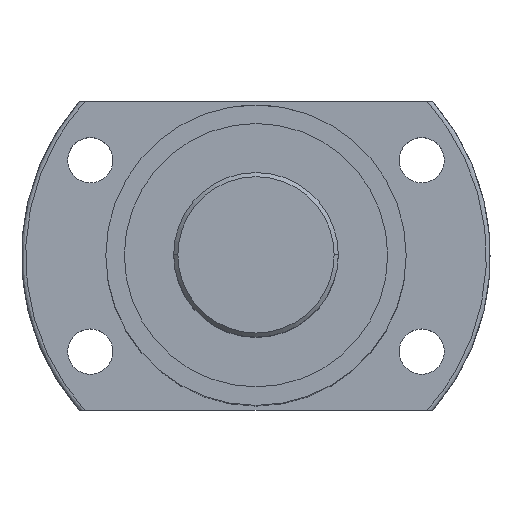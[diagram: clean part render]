
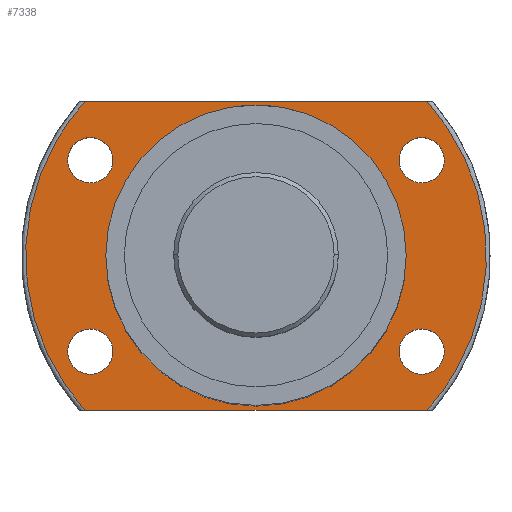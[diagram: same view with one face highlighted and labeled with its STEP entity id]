
A CAD part, top view. The second image highlights one B-rep face of the part: STEP entity #7338.
In plain terms, the highlighted planar face has unit normal (0, 0, 1).
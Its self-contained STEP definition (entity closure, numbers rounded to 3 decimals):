
#327 = ORIENTED_EDGE ( 'NONE', *, *, #28863, .F. ) ;
#336 = DIRECTION ( 'NONE',  ( 0., 1., 0. ) ) ;
#802 = CARTESIAN_POINT ( 'NONE',  ( -40.27, 22.447, 69.446 ) ) ;
#864 = CARTESIAN_POINT ( 'NONE',  ( 41.59, 13.697, 69.446 ) ) ;
#1342 = CARTESIAN_POINT ( 'NONE',  ( 0., 51.197, 69.446 ) ) ;
#1472 = VERTEX_POINT ( 'NONE', #7726 ) ;
#1592 = CARTESIAN_POINT ( 'NONE',  ( -41.59, 13.697, 69.446 ) ) ;
#1749 = EDGE_CURVE ( 'NONE', #17444, #1472, #13796, .T. ) ;
#1987 = CARTESIAN_POINT ( 'NONE',  ( -41.59, 88.697, 69.446 ) ) ;
#2053 = EDGE_LOOP ( 'NONE', ( #23789, #8839 ) ) ;
#2118 = CARTESIAN_POINT ( 'NONE',  ( -40.27, 79.947, 69.446 ) ) ;
#2177 = EDGE_LOOP ( 'NONE', ( #18250, #12140 ) ) ;
#2226 = CARTESIAN_POINT ( 'NONE',  ( -40.27, 27.947, 69.446 ) ) ;
#2320 = DIRECTION ( 'NONE',  ( 0., 1., 0. ) ) ;
#2333 = CARTESIAN_POINT ( 'NONE',  ( 41.59, 88.697, 69.446 ) ) ;
#2424 = CARTESIAN_POINT ( 'NONE',  ( 61.798, 66.286, 69.446 ) ) ;
#2454 = EDGE_LOOP ( 'NONE', ( #9821, #327 ) ) ;
#2922 = CARTESIAN_POINT ( 'NONE',  ( 40.27, 74.447, 69.446 ) ) ;
#2926 = FACE_BOUND ( 'NONE', #2053, .T. ) ;
#3043 = EDGE_CURVE ( 'NONE', #9910, #27508, #26741, .T. ) ;
#3194 = EDGE_LOOP ( 'NONE', ( #4518, #3388 ) ) ;
#3332 = CIRCLE ( 'NONE', #25892, 5.5 ) ;
#3388 = ORIENTED_EDGE ( 'NONE', *, *, #17924, .F. ) ;
#3930 = DIRECTION ( 'NONE',  ( 0., 1., 0. ) ) ;
#4024 = CARTESIAN_POINT ( 'NONE',  ( 40.27, 22.447, 69.446 ) ) ;
#4460 = EDGE_CURVE ( 'NONE', #29728, #4717, #3332, .T. ) ;
#4518 = ORIENTED_EDGE ( 'NONE', *, *, #19766, .F. ) ;
#4556 = EDGE_CURVE ( 'NONE', #5565, #17444, #11978, .T. ) ;
#4717 = VERTEX_POINT ( 'NONE', #19019 ) ;
#4819 = DIRECTION ( 'NONE',  ( 0., 0., 1. ) ) ;
#4903 = ORIENTED_EDGE ( 'NONE', *, *, #4556, .F. ) ;
#4911 = CIRCLE ( 'NONE', #20995, 5.5 ) ;
#4952 = CARTESIAN_POINT ( 'NONE',  ( -40.27, 27.947, 69.446 ) ) ;
#5044 = CIRCLE ( 'NONE', #7629, 5.5 ) ;
#5083 = AXIS2_PLACEMENT_3D ( 'NONE', #29426, #6344, #3930 ) ;
#5126 = CARTESIAN_POINT ( 'NONE',  ( -41.59, 88.697, 69.446 ) ) ;
#5565 = VERTEX_POINT ( 'NONE', #16691 ) ;
#5880 = CARTESIAN_POINT ( 'NONE',  ( 40.27, 68.947, 69.446 ) ) ;
#6042 = CIRCLE ( 'NONE', #17822, 36.5 ) ;
#6344 = DIRECTION ( 'NONE',  ( 0., 0., -1. ) ) ;
#6451 = DIRECTION ( 'NONE',  ( 0., 0., 1. ) ) ;
#6609 = CARTESIAN_POINT ( 'NONE',  ( -61.798, 66.286, 69.446 ) ) ;
#6890 = ORIENTED_EDGE ( 'NONE', *, *, #1749, .F. ) ;
#7060 = CARTESIAN_POINT ( 'NONE',  ( 0., 88.697, 69.446 ) ) ;
#7159 = DIRECTION ( 'NONE',  ( 0., 1., 0. ) ) ;
#7338 = ADVANCED_FACE ( 'NONE', ( #18053, #21299, #2926, #12653, #29234, #25957 ), #29318, .F. ) ;
#7466 = DIRECTION ( 'NONE',  ( 0., 1., 0. ) ) ;
#7534 = VECTOR ( 'NONE', #18915, 1000. ) ;
#7629 = AXIS2_PLACEMENT_3D ( 'NONE', #2226, #6451, #22544 ) ;
#7726 = CARTESIAN_POINT ( 'NONE',  ( -41.59, 13.697, 69.446 ) ) ;
#8028 = AXIS2_PLACEMENT_3D ( 'NONE', #28131, #25909, #21403 ) ;
#8459 = EDGE_CURVE ( 'NONE', #27508, #9910, #5044, .T. ) ;
#8481 = AXIS2_PLACEMENT_3D ( 'NONE', #22813, #11360, #24921 ) ;
#8784 = DIRECTION ( 'NONE',  ( 0., 0., 1. ) ) ;
#8822 = DIRECTION ( 'NONE',  ( -1., 0., 0. ) ) ;
#8839 = ORIENTED_EDGE ( 'NONE', *, *, #3043, .F. ) ;
#9413 = DIRECTION ( 'NONE',  ( 0., 1., 0. ) ) ;
#9704 = AXIS2_PLACEMENT_3D ( 'NONE', #25287, #16111, #9413 ) ;
#9821 = ORIENTED_EDGE ( 'NONE', *, *, #17803, .F. ) ;
#9910 = VERTEX_POINT ( 'NONE', #802 ) ;
#9951 = CARTESIAN_POINT ( 'NONE',  ( -40.27, 33.447, 69.446 ) ) ;
#10050 = EDGE_CURVE ( 'NONE', #10060, #20452, #24098, .T. ) ;
#10060 = VERTEX_POINT ( 'NONE', #26007 ) ;
#10357 = CIRCLE ( 'NONE', #9704, 5.5 ) ;
#10874 = ORIENTED_EDGE ( 'NONE', *, *, #11495, .F. ) ;
#11360 = DIRECTION ( 'NONE',  ( 0., 0., 1. ) ) ;
#11495 = EDGE_CURVE ( 'NONE', #1472, #12253, #14287, .T. ) ;
#11592 = DIRECTION ( 'NONE',  ( 0., 0., 1. ) ) ;
#11639 = AXIS2_PLACEMENT_3D ( 'NONE', #4952, #14096, #336 ) ;
#11796 = CARTESIAN_POINT ( 'NONE',  ( 40.27, 74.447, 69.446 ) ) ;
#11978 =( BOUNDED_CURVE ( )  B_SPLINE_CURVE ( 3, ( #2333, #2424, #27770, #13969 ),
 .UNSPECIFIED., .F., .T. ) 
 B_SPLINE_CURVE_WITH_KNOTS ( ( 4, 4 ),
 ( 0., 1. ),
 .UNSPECIFIED. ) 
 CURVE ( )  GEOMETRIC_REPRESENTATION_ITEM ( )  RATIONAL_B_SPLINE_CURVE ( ( 1., 0.828, 0.828, 1. ) ) 
 REPRESENTATION_ITEM ( '' )  );
#12140 = ORIENTED_EDGE ( 'NONE', *, *, #10050, .F. ) ;
#12253 = VERTEX_POINT ( 'NONE', #5126 ) ;
#12300 = CIRCLE ( 'NONE', #8481, 5.5 ) ;
#12653 = FACE_BOUND ( 'NONE', #2454, .T. ) ;
#12788 = EDGE_CURVE ( 'NONE', #12253, #5565, #29872, .T. ) ;
#13486 = EDGE_CURVE ( 'NONE', #20452, #10060, #6042, .T. ) ;
#13578 = CARTESIAN_POINT ( 'NONE',  ( 40.27, 27.947, 69.446 ) ) ;
#13796 = LINE ( 'NONE', #20207, #27501 ) ;
#13969 = CARTESIAN_POINT ( 'NONE',  ( 41.59, 13.697, 69.446 ) ) ;
#14096 = DIRECTION ( 'NONE',  ( 0., 0., 1. ) ) ;
#14287 =( BOUNDED_CURVE ( )  B_SPLINE_CURVE ( 3, ( #1592, #17544, #6609, #1987 ),
 .UNSPECIFIED., .F., .F. ) 
 B_SPLINE_CURVE_WITH_KNOTS ( ( 4, 4 ),
 ( 0., 1. ),
 .UNSPECIFIED. ) 
 CURVE ( )  GEOMETRIC_REPRESENTATION_ITEM ( )  RATIONAL_B_SPLINE_CURVE ( ( 1., 0.828, 0.828, 1. ) ) 
 REPRESENTATION_ITEM ( '' )  );
#15641 = ORIENTED_EDGE ( 'NONE', *, *, #12788, .F. ) ;
#16111 = DIRECTION ( 'NONE',  ( 0., 0., 1. ) ) ;
#16691 = CARTESIAN_POINT ( 'NONE',  ( 41.59, 88.697, 69.446 ) ) ;
#16822 = EDGE_LOOP ( 'NONE', ( #15641, #10874, #6890, #4903 ) ) ;
#17444 = VERTEX_POINT ( 'NONE', #864 ) ;
#17544 = CARTESIAN_POINT ( 'NONE',  ( -61.798, 36.109, 69.446 ) ) ;
#17803 = EDGE_CURVE ( 'NONE', #29878, #29384, #4911, .T. ) ;
#17806 = VERTEX_POINT ( 'NONE', #2118 ) ;
#17822 = AXIS2_PLACEMENT_3D ( 'NONE', #1342, #24164, #19566 ) ;
#17888 = VERTEX_POINT ( 'NONE', #18509 ) ;
#17924 = EDGE_CURVE ( 'NONE', #17888, #17806, #17986, .T. ) ;
#17986 = CIRCLE ( 'NONE', #21932, 5.5 ) ;
#18053 = FACE_OUTER_BOUND ( 'NONE', #16822, .T. ) ;
#18250 = ORIENTED_EDGE ( 'NONE', *, *, #13486, .F. ) ;
#18346 = EDGE_LOOP ( 'NONE', ( #22156, #28016 ) ) ;
#18509 = CARTESIAN_POINT ( 'NONE',  ( -40.27, 68.947, 69.446 ) ) ;
#18524 = DIRECTION ( 'NONE',  ( 0., 1., 0. ) ) ;
#18915 = DIRECTION ( 'NONE',  ( 1., 0., 0. ) ) ;
#18969 = CIRCLE ( 'NONE', #21080, 5.5 ) ;
#19019 = CARTESIAN_POINT ( 'NONE',  ( 40.27, 79.947, 69.446 ) ) ;
#19566 = DIRECTION ( 'NONE',  ( -1., 0., 0. ) ) ;
#19766 = EDGE_CURVE ( 'NONE', #17806, #17888, #12300, .T. ) ;
#20207 = CARTESIAN_POINT ( 'NONE',  ( 0., 13.697, 69.446 ) ) ;
#20452 = VERTEX_POINT ( 'NONE', #26071 ) ;
#20995 = AXIS2_PLACEMENT_3D ( 'NONE', #13578, #8784, #2320 ) ;
#21080 = AXIS2_PLACEMENT_3D ( 'NONE', #2922, #25850, #7466 ) ;
#21299 = FACE_BOUND ( 'NONE', #3194, .T. ) ;
#21403 = DIRECTION ( 'NONE',  ( -1., 0., 0. ) ) ;
#21932 = AXIS2_PLACEMENT_3D ( 'NONE', #27857, #4819, #7159 ) ;
#22156 = ORIENTED_EDGE ( 'NONE', *, *, #29044, .F. ) ;
#22544 = DIRECTION ( 'NONE',  ( 0., 1., 0. ) ) ;
#22813 = CARTESIAN_POINT ( 'NONE',  ( -40.27, 74.447, 69.446 ) ) ;
#23197 = CARTESIAN_POINT ( 'NONE',  ( 40.27, 33.447, 69.446 ) ) ;
#23789 = ORIENTED_EDGE ( 'NONE', *, *, #8459, .F. ) ;
#24098 = CIRCLE ( 'NONE', #8028, 36.5 ) ;
#24164 = DIRECTION ( 'NONE',  ( 0., 0., 1. ) ) ;
#24921 = DIRECTION ( 'NONE',  ( 0., 1., 0. ) ) ;
#25287 = CARTESIAN_POINT ( 'NONE',  ( 40.27, 27.947, 69.446 ) ) ;
#25850 = DIRECTION ( 'NONE',  ( 0., 0., 1. ) ) ;
#25892 = AXIS2_PLACEMENT_3D ( 'NONE', #11796, #11592, #18524 ) ;
#25909 = DIRECTION ( 'NONE',  ( 0., 0., 1. ) ) ;
#25957 = FACE_BOUND ( 'NONE', #2177, .T. ) ;
#26007 = CARTESIAN_POINT ( 'NONE',  ( 36.5, 51.197, 69.446 ) ) ;
#26071 = CARTESIAN_POINT ( 'NONE',  ( -36.5, 51.197, 69.446 ) ) ;
#26741 = CIRCLE ( 'NONE', #11639, 5.5 ) ;
#27501 = VECTOR ( 'NONE', #8822, 1000. ) ;
#27508 = VERTEX_POINT ( 'NONE', #9951 ) ;
#27770 = CARTESIAN_POINT ( 'NONE',  ( 61.798, 36.109, 69.446 ) ) ;
#27857 = CARTESIAN_POINT ( 'NONE',  ( -40.27, 74.447, 69.446 ) ) ;
#28016 = ORIENTED_EDGE ( 'NONE', *, *, #4460, .F. ) ;
#28131 = CARTESIAN_POINT ( 'NONE',  ( 0., 51.197, 69.446 ) ) ;
#28863 = EDGE_CURVE ( 'NONE', #29384, #29878, #10357, .T. ) ;
#29044 = EDGE_CURVE ( 'NONE', #4717, #29728, #18969, .T. ) ;
#29234 = FACE_BOUND ( 'NONE', #18346, .T. ) ;
#29318 = PLANE ( 'NONE',  #5083 ) ;
#29384 = VERTEX_POINT ( 'NONE', #4024 ) ;
#29426 = CARTESIAN_POINT ( 'NONE',  ( 0., 107.197, 69.446 ) ) ;
#29728 = VERTEX_POINT ( 'NONE', #5880 ) ;
#29872 = LINE ( 'NONE', #7060, #7534 ) ;
#29878 = VERTEX_POINT ( 'NONE', #23197 ) ;
